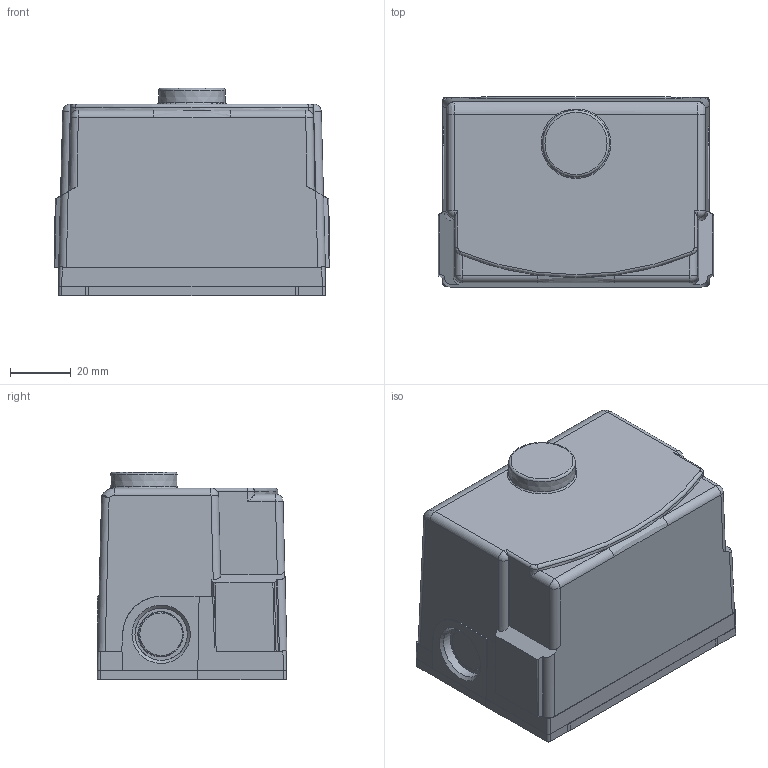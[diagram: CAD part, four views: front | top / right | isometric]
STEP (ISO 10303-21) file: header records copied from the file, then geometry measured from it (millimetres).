
FILE_DESCRIPTION(/* description */ ('Step214'),/* implementation_level */ '2;1');
FILE_NAME(/* name */ 'LFS1 mit AGKs_ohne KF.stp',/* time_stamp */ '2015-11-12T12:31:20+01:00',/* author */ (''),/* organization */ ('Siemens'),/* preprocessor_version */ 'ST-DEVELOPER v15',/* originating_system */ 'SIEMENS PLM Software NX 8.5',/* authorisation */ 'for Duktil only');
FILE_SCHEMA (('AUTOMOTIVE_DESIGN { 1 0 10303 214 3 1 1 1 }'));
Length unit declared in the file: millimetre
Products named in the file (1): Volc15F07A3Ap2xj
Bounding box: 91 x 62.66 x 68.4 mm (x, y, z)
Volume: 329422.3 mm3; surface area: 30781.3 mm2
Topology: 1 solids, 1 shells, 222 faces, 566 edges, 356 vertices
Faces by surface type: plane 127, cylinder 48, bspline 16, cone 13, torus 8, extrusion 6, sphere 4
Full cylindrical faces by diameter (mm): 4.5 x1, 5.4 x2, 16.2 x2, 17.26 x5
Entity records: 6884 total; most frequent: CARTESIAN_POINT 1555, DIRECTION 1063, ORIENTED_EDGE 1054, EDGE_CURVE 527, AXIS2_PLACEMENT_3D 361, VERTEX_POINT 350, VECTOR 341, LINE 335
